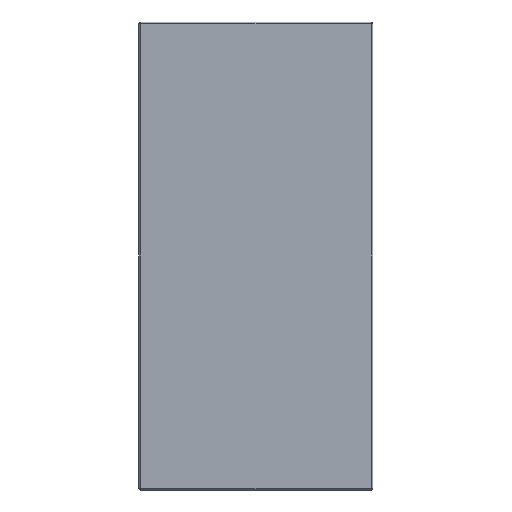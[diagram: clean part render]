
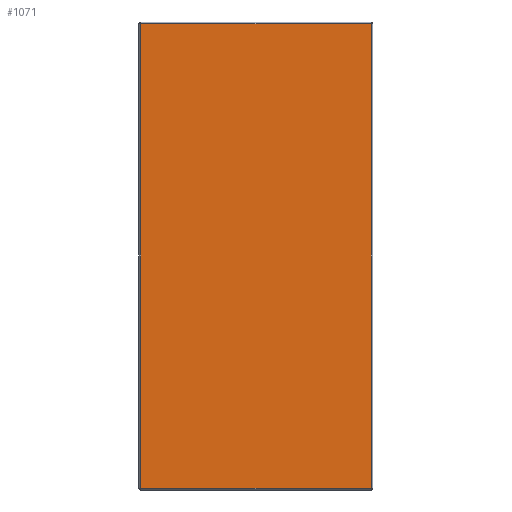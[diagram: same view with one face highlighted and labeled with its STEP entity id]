
A CAD part, front view. The second image highlights one B-rep face of the part: STEP entity #1071.
In plain terms, the highlighted planar face has unit normal (0, -1, 0).
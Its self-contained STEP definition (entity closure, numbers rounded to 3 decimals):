
#35 = VERTEX_POINT ( 'NONE', #390 ) ;
#43 = VERTEX_POINT ( 'NONE', #424 ) ;
#235 = PLANE ( 'NONE',  #445 ) ;
#236 = CARTESIAN_POINT ( 'NONE',  ( 0.25, 0., -0.25 ) ) ;
#237 = DIRECTION ( 'NONE',  ( 0., -1., 0. ) ) ;
#238 = DIRECTION ( 'NONE',  ( 0., 0., -1. ) ) ;
#390 = CARTESIAN_POINT ( 'NONE',  ( 0.25, 0., -0.25 ) ) ;
#403 = VERTEX_POINT ( 'NONE', #413 ) ;
#407 = CARTESIAN_POINT ( 'NONE',  ( 0.25, 0., -59.75 ) ) ;
#413 = CARTESIAN_POINT ( 'NONE',  ( 29.75, 0., -0.25 ) ) ;
#419 = VERTEX_POINT ( 'NONE', #407 ) ;
#424 = CARTESIAN_POINT ( 'NONE',  ( 29.75, 0., -59.75 ) ) ;
#445 = AXIS2_PLACEMENT_3D ( 'NONE', #236, #237, #238 ) ;
#537 = EDGE_CURVE ( 'NONE', #419, #43, #754, .T. ) ;
#538 = EDGE_CURVE ( 'NONE', #43, #403, #763, .T. ) ;
#539 = EDGE_CURVE ( 'NONE', #403, #35, #778, .T. ) ;
#540 = EDGE_CURVE ( 'NONE', #35, #419, #676, .T. ) ;
#548 = FACE_OUTER_BOUND ( 'NONE', #1021, .T. ) ;
#676 = LINE ( 'NONE', #1166, #678 ) ;
#678 = VECTOR ( 'NONE', #1167, 1000. ) ;
#754 = LINE ( 'NONE', #1160, #761 ) ;
#761 = VECTOR ( 'NONE', #1161, 1000. ) ;
#763 = LINE ( 'NONE', #1162, #765 ) ;
#765 = VECTOR ( 'NONE', #1163, 1000. ) ;
#778 = LINE ( 'NONE', #1164, #785 ) ;
#785 = VECTOR ( 'NONE', #1165, 1000. ) ;
#1005 = ORIENTED_EDGE ( 'NONE', *, *, #540, .T. ) ;
#1008 = ORIENTED_EDGE ( 'NONE', *, *, #537, .T. ) ;
#1010 = ORIENTED_EDGE ( 'NONE', *, *, #539, .T. ) ;
#1012 = ORIENTED_EDGE ( 'NONE', *, *, #538, .T. ) ;
#1021 = EDGE_LOOP ( 'NONE', ( #1008, #1012, #1010, #1005 ) ) ;
#1071 = ADVANCED_FACE ( 'NONE', ( #548 ), #235, .T. ) ;
#1160 = CARTESIAN_POINT ( 'NONE',  ( 15., 0., -59.75 ) ) ;
#1161 = DIRECTION ( 'NONE',  ( 1., 0., 0. ) ) ;
#1162 = CARTESIAN_POINT ( 'NONE',  ( 29.75, 0., -30. ) ) ;
#1163 = DIRECTION ( 'NONE',  ( 0., 0., 1. ) ) ;
#1164 = CARTESIAN_POINT ( 'NONE',  ( 15., 0., -0.25 ) ) ;
#1165 = DIRECTION ( 'NONE',  ( -1., 0., 0. ) ) ;
#1166 = CARTESIAN_POINT ( 'NONE',  ( 0.25, 0., -30. ) ) ;
#1167 = DIRECTION ( 'NONE',  ( 0., 0., -1. ) ) ;
